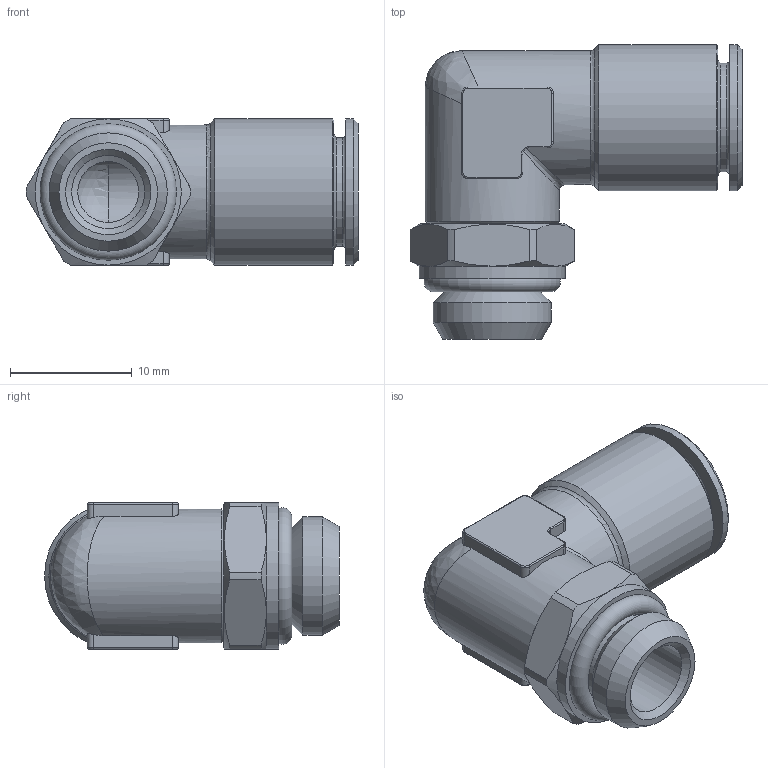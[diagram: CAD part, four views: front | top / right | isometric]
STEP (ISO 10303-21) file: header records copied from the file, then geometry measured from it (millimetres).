
FILE_DESCRIPTION(( 'MAL.16.08.18.stp' ), '1');
FILE_NAME( 'MAL.16.08.18.stp', '2021-02-19T16:28:11',( 'Sopra'),('sopra-pneumatic.com'), 'SwSTEP 2.0','SolidWorks 2009','' );
FILE_SCHEMA( ( 'AUTOMOTIVE_DESIGN { 1 0 10303 214 1 1 1 1 }' ) );
Length unit declared in the file: metre
Products named in the file (1): Rivoluzione3
Bounding box: 27.25 x 24.2 x 12 mm (x, y, z)
Volume: 2512.3 mm3; surface area: 2519.8 mm2
Topology: 1 solids, 1 shells, 105 faces, 255 edges, 155 vertices
Faces by surface type: cylinder 42, plane 27, cone 18, torus 15, bspline 2, sphere 1
Full cylindrical faces by diameter (mm): 5 x1, 6 x2, 7.9 x1, 8.15 x1, 8.9 x1, 9.7 x1, 11 x2, 12 x3
Entity records: 4201 total; most frequent: CARTESIAN_POINT 1086, DIRECTION 482, ORIENTED_EDGE 432, EDGE_CURVE 216, AXIS2_PLACEMENT_3D 207, VERTEX_POINT 146, EDGE_LOOP 139, FACE_OUTER_BOUND 120
